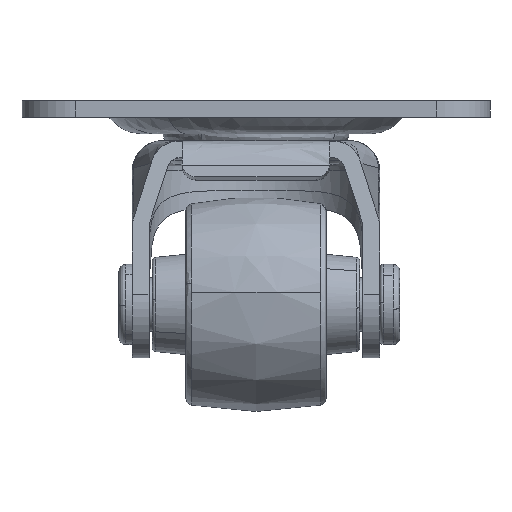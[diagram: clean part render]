
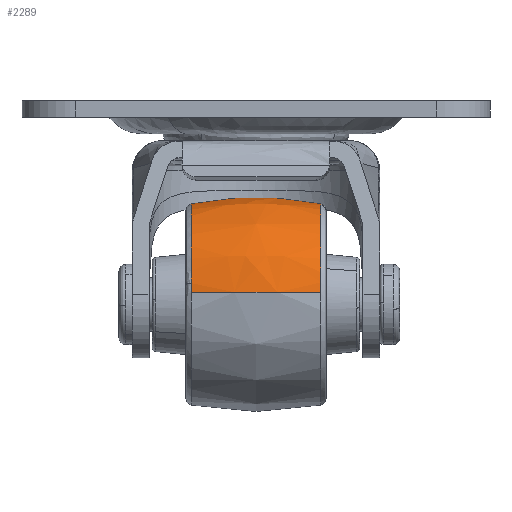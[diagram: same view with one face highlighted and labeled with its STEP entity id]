
A CAD part, left-side view. The second image highlights one B-rep face of the part: STEP entity #2289.
In plain terms, the highlighted free-form (B-spline) face has degree [2, 2] with [5, 3] control points.
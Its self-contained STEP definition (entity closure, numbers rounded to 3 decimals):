
#1411=CARTESIAN_POINT('',(0.0,-9.694,15.051));
#1412=VERTEX_POINT('',#1411);
#1426=CARTESIAN_POINT('',(-14.951,-9.694,1.738));
#1427=VERTEX_POINT('',#1426);
#1428=CARTESIAN_POINT('',(0.0,-9.694,15.051));
#1429=CARTESIAN_POINT('',(-13.403,-9.694,15.051));
#1430=CARTESIAN_POINT('',(-14.951,-9.694,1.738));
#1438=(BOUNDED_CURVE()B_SPLINE_CURVE(2,(#1428,#1429,#1430),.UNSPECIFIED.,.F.,.U.)B_SPLINE_CURVE_WITH_KNOTS((3,3),(0.5,0.73),.UNSPECIFIED.)CURVE()GEOMETRIC_REPRESENTATION_ITEM()RATIONAL_B_SPLINE_CURVE((1.0,0.731,0.957))REPRESENTATION_ITEM(''));
#1439=EDGE_CURVE('',#1412,#1427,#1438,.T.);
#1506=CARTESIAN_POINT('',(0.0,9.694,15.051));
#1507=VERTEX_POINT('',#1506);
#1570=CARTESIAN_POINT('',(-14.709,9.694,3.191));
#1571=VERTEX_POINT('',#1570);
#1585=CARTESIAN_POINT('',(0.0,9.694,15.051));
#1586=CARTESIAN_POINT('',(-12.136,9.694,15.051));
#1587=CARTESIAN_POINT('',(-14.709,9.694,3.191));
#1595=(BOUNDED_CURVE()B_SPLINE_CURVE(2,(#1585,#1586,#1587),.UNSPECIFIED.,.F.,.U.)B_SPLINE_CURVE_WITH_KNOTS((3,3),(0.5,0.714),.UNSPECIFIED.)CURVE()GEOMETRIC_REPRESENTATION_ITEM()RATIONAL_B_SPLINE_CURVE((1.0,0.75,0.927))REPRESENTATION_ITEM(''));
#1596=EDGE_CURVE('',#1507,#1571,#1595,.T.);
#1639=CARTESIAN_POINT('',(-14.951,9.694,1.738));
#1640=VERTEX_POINT('',#1639);
#1656=CARTESIAN_POINT('',(-14.709,9.694,3.191));
#1657=CARTESIAN_POINT('',(-14.865,9.694,2.47));
#1658=CARTESIAN_POINT('',(-14.951,9.694,1.738));
#1666=(BOUNDED_CURVE()B_SPLINE_CURVE(2,(#1656,#1657,#1658),.UNSPECIFIED.,.F.,.U.)B_SPLINE_CURVE_WITH_KNOTS((3,3),(0.714,0.73),.UNSPECIFIED.)CURVE()GEOMETRIC_REPRESENTATION_ITEM()RATIONAL_B_SPLINE_CURVE((0.927,0.941,0.957))REPRESENTATION_ITEM(''));
#1667=EDGE_CURVE('',#1571,#1640,#1666,.T.);
#2220=CARTESIAN_POINT('',(-14.951,-9.694,1.738));
#2221=CARTESIAN_POINT('',(-15.893,-4.893,1.847));
#2222=CARTESIAN_POINT('',(-15.893,0.,1.847));
#2223=CARTESIAN_POINT('',(-15.893,4.893,1.847));
#2224=CARTESIAN_POINT('',(-14.951,9.694,1.738));
#2232=(BOUNDED_CURVE()B_SPLINE_CURVE(2,(#2220,#2221,#2222,#2223,#2224),.UNSPECIFIED.,.F.,.U.)B_SPLINE_CURVE_WITH_KNOTS((3,2,3),(0.38,0.5,0.62),.UNSPECIFIED.)CURVE()GEOMETRIC_REPRESENTATION_ITEM()RATIONAL_B_SPLINE_CURVE((0.928,0.938,0.957,0.938,0.928))REPRESENTATION_ITEM(''));
#2233=EDGE_CURVE('',#1427,#1640,#2232,.T.);
#2238=CARTESIAN_POINT('',(0.0,-9.694,15.051));
#2239=CARTESIAN_POINT('',(0.0,-4.893,16.));
#2240=CARTESIAN_POINT('',(0.0,0.,16.));
#2241=CARTESIAN_POINT('',(0.0,4.893,16.));
#2242=CARTESIAN_POINT('',(0.0,9.694,15.051));
#2250=(BOUNDED_CURVE()B_SPLINE_CURVE(2,(#2238,#2239,#2240,#2241,#2242),.UNSPECIFIED.,.F.,.U.)B_SPLINE_CURVE_WITH_KNOTS((3,2,3),(0.38,0.5,0.62),.UNSPECIFIED.)CURVE()GEOMETRIC_REPRESENTATION_ITEM()RATIONAL_B_SPLINE_CURVE((0.97,0.98,1.0,0.98,0.97))REPRESENTATION_ITEM(''));
#2251=EDGE_CURVE('',#1412,#1507,#2250,.T.);
#2259=CARTESIAN_POINT('',(0.0,-10.662,14.85));
#2260=CARTESIAN_POINT('',(0.0,-5.393,16.));
#2261=CARTESIAN_POINT('',(0.0,0.0,16.));
#2262=CARTESIAN_POINT('',(0.0,5.393,16.));
#2263=CARTESIAN_POINT('',(0.0,10.662,14.85));
#2264=CARTESIAN_POINT('',(-13.224,-10.662,14.85));
#2265=CARTESIAN_POINT('',(-14.248,-5.393,16.));
#2266=CARTESIAN_POINT('',(-14.248,0.0,16.));
#2267=CARTESIAN_POINT('',(-14.248,5.393,16.));
#2268=CARTESIAN_POINT('',(-13.224,10.662,14.85));
#2269=CARTESIAN_POINT('',(-14.751,-10.662,1.715));
#2270=CARTESIAN_POINT('',(-15.893,-5.393,1.847));
#2271=CARTESIAN_POINT('',(-15.893,0.0,1.847));
#2272=CARTESIAN_POINT('',(-15.893,5.393,1.847));
#2273=CARTESIAN_POINT('',(-14.751,10.662,1.715));
#2281=(BOUNDED_SURFACE()B_SPLINE_SURFACE(2,2,((#2259,#2264,#2269),(#2260,#2265,#2270),(#2261,#2266,#2271),(#2262,#2267,#2272),(#2263,#2268,#2273)),.UNSPECIFIED.,.F.,.F.,.U.)B_SPLINE_SURFACE_WITH_KNOTS((3,2,3),(3,3),(0.0,10.902,21.805),(0.0,24.362),.UNSPECIFIED.)GEOMETRIC_REPRESENTATION_ITEM()RATIONAL_B_SPLINE_SURFACE(((0.968,0.707,0.926),(0.978,0.714,0.936),(1.0,0.731,0.957),(0.978,0.714,0.936),(0.968,0.707,0.926)))REPRESENTATION_ITEM('')SURFACE());
#2282=ORIENTED_EDGE('',*,*,#1439,.F.);
#2283=ORIENTED_EDGE('',*,*,#2251,.T.);
#2284=ORIENTED_EDGE('',*,*,#1596,.T.);
#2285=ORIENTED_EDGE('',*,*,#1667,.T.);
#2286=ORIENTED_EDGE('',*,*,#2233,.F.);
#2287=EDGE_LOOP('',(#2282,#2283,#2284,#2285,#2286));
#2288=FACE_OUTER_BOUND('',#2287,.T.);
#2289=ADVANCED_FACE('',(#2288),#2281,.T.);
